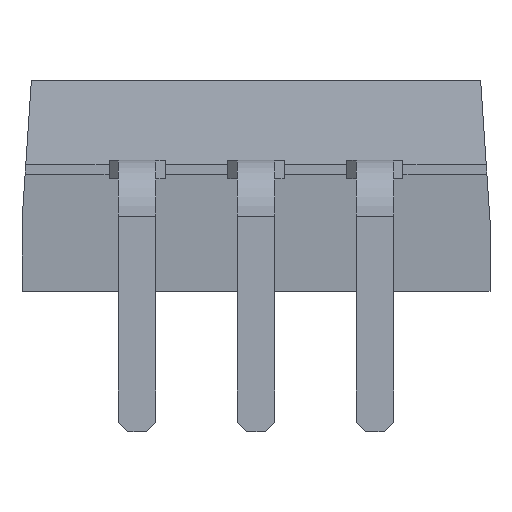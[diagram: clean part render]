
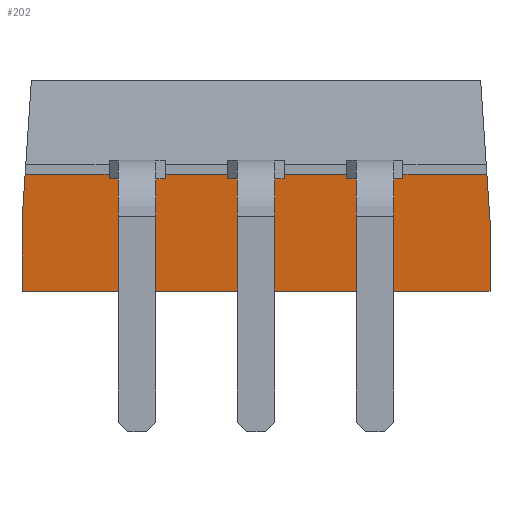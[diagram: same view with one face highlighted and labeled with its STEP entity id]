
A CAD part, front view. The second image highlights one B-rep face of the part: STEP entity #202.
In plain terms, the highlighted planar face has unit normal (0, -0.997, -0.08).
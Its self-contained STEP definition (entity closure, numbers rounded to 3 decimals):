
#5 = VERTEX_POINT ( 'NONE', #2323 ) ;
#22 = CARTESIAN_POINT ( 'NONE',  ( -4.933, -15.301, 2.5 ) ) ;
#31 = LINE ( 'NONE', #621, #2754 ) ;
#49 = VERTEX_POINT ( 'NONE', #3498 ) ;
#53 = LINE ( 'NONE', #2852, #1598 ) ;
#91 = DIRECTION ( 'NONE',  ( 0.066, 0.08, -0.995 ) ) ;
#160 = CARTESIAN_POINT ( 'NONE',  ( -5., -15.301, 2.5 ) ) ;
#202 = ADVANCED_FACE ( 'NONE', ( #2521 ), #443, .T. ) ;
#261 = ORIENTED_EDGE ( 'NONE', *, *, #2216, .T. ) ;
#271 = VERTEX_POINT ( 'NONE', #1176 ) ;
#283 = EDGE_CURVE ( 'NONE', #49, #373, #894, .T. ) ;
#286 = VERTEX_POINT ( 'NONE', #22 ) ;
#310 = LINE ( 'NONE', #1552, #3217 ) ;
#343 = VERTEX_POINT ( 'NONE', #3591 ) ;
#358 = AXIS2_PLACEMENT_3D ( 'NONE', #160, #2195, #453 ) ;
#373 = VERTEX_POINT ( 'NONE', #684 ) ;
#388 = CARTESIAN_POINT ( 'NONE',  ( 0.6, -15.293, 2.4 ) ) ;
#390 = VECTOR ( 'NONE', #3588, 1000. ) ;
#397 = LINE ( 'NONE', #3507, #1574 ) ;
#436 = ORIENTED_EDGE ( 'NONE', *, *, #1999, .T. ) ;
#443 = PLANE ( 'NONE',  #358 ) ;
#453 = DIRECTION ( 'NONE',  ( 0., 0.08, -0.997 ) ) ;
#478 = CARTESIAN_POINT ( 'NONE',  ( 5., -15.101, 0. ) ) ;
#544 = VECTOR ( 'NONE', #644, 1000. ) ;
#572 = LINE ( 'NONE', #2715, #390 ) ;
#621 = CARTESIAN_POINT ( 'NONE',  ( 0.6, -15.293, 2.4 ) ) ;
#644 = DIRECTION ( 'NONE',  ( -1., 0., 0. ) ) ;
#684 = CARTESIAN_POINT ( 'NONE',  ( 0.6, -15.301, 2.5 ) ) ;
#686 = VERTEX_POINT ( 'NONE', #1673 ) ;
#710 = VECTOR ( 'NONE', #3527, 1000. ) ;
#712 = VECTOR ( 'NONE', #91, 1000. ) ;
#795 = EDGE_CURVE ( 'NONE', #1601, #286, #53, .T. ) ;
#885 = CARTESIAN_POINT ( 'NONE',  ( -5., -15.301, 2.5 ) ) ;
#894 = LINE ( 'NONE', #885, #1577 ) ;
#900 = DIRECTION ( 'NONE',  ( 0., -0.08, 0.997 ) ) ;
#905 = ORIENTED_EDGE ( 'NONE', *, *, #283, .T. ) ;
#917 = ORIENTED_EDGE ( 'NONE', *, *, #1659, .T. ) ;
#950 = CARTESIAN_POINT ( 'NONE',  ( 5., -15.301, 2.5 ) ) ;
#990 = VECTOR ( 'NONE', #3296, 1000. ) ;
#1006 = CARTESIAN_POINT ( 'NONE',  ( -3.14, -15.301, 2.5 ) ) ;
#1072 = VERTEX_POINT ( 'NONE', #1773 ) ;
#1081 = LINE ( 'NONE', #3018, #2627 ) ;
#1105 = ORIENTED_EDGE ( 'NONE', *, *, #1212, .F. ) ;
#1176 = CARTESIAN_POINT ( 'NONE',  ( 3.14, -15.293, 2.4 ) ) ;
#1180 = CARTESIAN_POINT ( 'NONE',  ( -5., -15.101, 0. ) ) ;
#1212 = EDGE_CURVE ( 'NONE', #1601, #1556, #1221, .T. ) ;
#1221 = LINE ( 'NONE', #3472, #1982 ) ;
#1237 = DIRECTION ( 'NONE',  ( 0., -0.08, 0.997 ) ) ;
#1245 = ORIENTED_EDGE ( 'NONE', *, *, #1910, .T. ) ;
#1284 = ORIENTED_EDGE ( 'NONE', *, *, #2883, .T. ) ;
#1329 = CARTESIAN_POINT ( 'NONE',  ( -5., -15.221, 1.5 ) ) ;
#1339 = CARTESIAN_POINT ( 'NONE',  ( 3.14, -15.301, 2.5 ) ) ;
#1349 = DIRECTION ( 'NONE',  ( -1., 0., 0. ) ) ;
#1404 = EDGE_CURVE ( 'NONE', #343, #2880, #1886, .T. ) ;
#1463 = ORIENTED_EDGE ( 'NONE', *, *, #3333, .F. ) ;
#1478 = VERTEX_POINT ( 'NONE', #388 ) ;
#1499 = VECTOR ( 'NONE', #2480, 1000. ) ;
#1552 = CARTESIAN_POINT ( 'NONE',  ( 3.14, -15.301, 2.5 ) ) ;
#1556 = VERTEX_POINT ( 'NONE', #3612 ) ;
#1574 = VECTOR ( 'NONE', #2055, 1000. ) ;
#1575 = ORIENTED_EDGE ( 'NONE', *, *, #2276, .F. ) ;
#1577 = VECTOR ( 'NONE', #3506, 1000. ) ;
#1598 = VECTOR ( 'NONE', #3140, 1000. ) ;
#1601 = VERTEX_POINT ( 'NONE', #1006 ) ;
#1659 = EDGE_CURVE ( 'NONE', #1072, #3757, #3052, .T. ) ;
#1673 = CARTESIAN_POINT ( 'NONE',  ( -0.6, -15.301, 2.5 ) ) ;
#1676 = VERTEX_POINT ( 'NONE', #478 ) ;
#1716 = LINE ( 'NONE', #950, #3269 ) ;
#1749 = VECTOR ( 'NONE', #1349, 1000. ) ;
#1754 = LINE ( 'NONE', #2995, #990 ) ;
#1773 = CARTESIAN_POINT ( 'NONE',  ( -5., -15.221, 1.5 ) ) ;
#1819 = CARTESIAN_POINT ( 'NONE',  ( 4.933, -15.301, 2.5 ) ) ;
#1820 = CARTESIAN_POINT ( 'NONE',  ( 5., -15.221, 1.5 ) ) ;
#1885 = LINE ( 'NONE', #3667, #2656 ) ;
#1886 = LINE ( 'NONE', #1819, #712 ) ;
#1910 = EDGE_CURVE ( 'NONE', #343, #3434, #3501, .T. ) ;
#1917 = VERTEX_POINT ( 'NONE', #3509 ) ;
#1964 = EDGE_LOOP ( 'NONE', ( #3371, #261, #917, #2823, #436, #1995, #1245, #2116, #2936, #1463, #905, #1575, #3158, #2913, #3259, #3150, #1284, #1105 ) ) ;
#1982 = VECTOR ( 'NONE', #3769, 1000. ) ;
#1985 = EDGE_CURVE ( 'NONE', #1676, #3757, #3549, .T. ) ;
#1995 = ORIENTED_EDGE ( 'NONE', *, *, #1404, .F. ) ;
#1999 = EDGE_CURVE ( 'NONE', #1676, #2880, #1716, .T. ) ;
#2050 = EDGE_CURVE ( 'NONE', #271, #1917, #1081, .T. ) ;
#2055 = DIRECTION ( 'NONE',  ( 0., -0.08, 0.997 ) ) ;
#2056 = DIRECTION ( 'NONE',  ( -1., 0., 0. ) ) ;
#2116 = ORIENTED_EDGE ( 'NONE', *, *, #2898, .T. ) ;
#2138 = DIRECTION ( 'NONE',  ( -1., 0., 0. ) ) ;
#2144 = DIRECTION ( 'NONE',  ( 0., 0.08, -0.997 ) ) ;
#2195 = DIRECTION ( 'NONE',  ( 0., -0.997, -0.08 ) ) ;
#2216 = EDGE_CURVE ( 'NONE', #286, #1072, #3486, .T. ) ;
#2256 = EDGE_CURVE ( 'NONE', #5, #686, #397, .T. ) ;
#2276 = EDGE_CURVE ( 'NONE', #1478, #373, #31, .T. ) ;
#2323 = CARTESIAN_POINT ( 'NONE',  ( -0.6, -15.293, 2.4 ) ) ;
#2428 = EDGE_CURVE ( 'NONE', #686, #2747, #572, .T. ) ;
#2468 = CARTESIAN_POINT ( 'NONE',  ( -1.94, -15.293, 2.4 ) ) ;
#2480 = DIRECTION ( 'NONE',  ( 0., 0.08, -0.997 ) ) ;
#2521 = FACE_OUTER_BOUND ( 'NONE', #1964, .T. ) ;
#2608 = DIRECTION ( 'NONE',  ( -0.066, 0.08, -0.995 ) ) ;
#2627 = VECTOR ( 'NONE', #2138, 1000. ) ;
#2656 = VECTOR ( 'NONE', #3686, 1000. ) ;
#2676 = CARTESIAN_POINT ( 'NONE',  ( -5., -15.101, 0. ) ) ;
#2710 = VECTOR ( 'NONE', #2608, 1000. ) ;
#2715 = CARTESIAN_POINT ( 'NONE',  ( -5., -15.301, 2.5 ) ) ;
#2725 = VECTOR ( 'NONE', #2056, 1000. ) ;
#2747 = VERTEX_POINT ( 'NONE', #3456 ) ;
#2754 = VECTOR ( 'NONE', #900, 1000. ) ;
#2791 = EDGE_CURVE ( 'NONE', #2747, #2965, #3709, .T. ) ;
#2806 = LINE ( 'NONE', #3645, #1749 ) ;
#2823 = ORIENTED_EDGE ( 'NONE', *, *, #1985, .F. ) ;
#2852 = CARTESIAN_POINT ( 'NONE',  ( -5., -15.301, 2.5 ) ) ;
#2880 = VERTEX_POINT ( 'NONE', #1820 ) ;
#2883 = EDGE_CURVE ( 'NONE', #2965, #1556, #1754, .T. ) ;
#2898 = EDGE_CURVE ( 'NONE', #3434, #271, #310, .T. ) ;
#2913 = ORIENTED_EDGE ( 'NONE', *, *, #2256, .T. ) ;
#2917 = CARTESIAN_POINT ( 'NONE',  ( -5., -15.301, 2.5 ) ) ;
#2936 = ORIENTED_EDGE ( 'NONE', *, *, #2050, .T. ) ;
#2965 = VERTEX_POINT ( 'NONE', #2468 ) ;
#2995 = CARTESIAN_POINT ( 'NONE',  ( -2.94, -15.293, 2.4 ) ) ;
#3018 = CARTESIAN_POINT ( 'NONE',  ( 2.14, -15.293, 2.4 ) ) ;
#3048 = EDGE_CURVE ( 'NONE', #1478, #5, #2806, .T. ) ;
#3052 = LINE ( 'NONE', #1329, #1499 ) ;
#3140 = DIRECTION ( 'NONE',  ( -1., 0., 0. ) ) ;
#3150 = ORIENTED_EDGE ( 'NONE', *, *, #2791, .T. ) ;
#3158 = ORIENTED_EDGE ( 'NONE', *, *, #3048, .T. ) ;
#3217 = VECTOR ( 'NONE', #2144, 1000. ) ;
#3231 = CARTESIAN_POINT ( 'NONE',  ( -1.94, -15.301, 2.5 ) ) ;
#3259 = ORIENTED_EDGE ( 'NONE', *, *, #2428, .T. ) ;
#3269 = VECTOR ( 'NONE', #1237, 1000. ) ;
#3296 = DIRECTION ( 'NONE',  ( -1., 0., 0. ) ) ;
#3333 = EDGE_CURVE ( 'NONE', #49, #1917, #1885, .T. ) ;
#3371 = ORIENTED_EDGE ( 'NONE', *, *, #795, .T. ) ;
#3434 = VERTEX_POINT ( 'NONE', #1339 ) ;
#3456 = CARTESIAN_POINT ( 'NONE',  ( -1.94, -15.301, 2.5 ) ) ;
#3472 = CARTESIAN_POINT ( 'NONE',  ( -3.14, -15.301, 2.5 ) ) ;
#3486 = LINE ( 'NONE', #3773, #2710 ) ;
#3498 = CARTESIAN_POINT ( 'NONE',  ( 1.94, -15.301, 2.5 ) ) ;
#3501 = LINE ( 'NONE', #2917, #2725 ) ;
#3506 = DIRECTION ( 'NONE',  ( -1., 0., 0. ) ) ;
#3507 = CARTESIAN_POINT ( 'NONE',  ( -0.6, -15.293, 2.4 ) ) ;
#3509 = CARTESIAN_POINT ( 'NONE',  ( 1.94, -15.293, 2.4 ) ) ;
#3527 = DIRECTION ( 'NONE',  ( 0., 0.08, -0.997 ) ) ;
#3549 = LINE ( 'NONE', #2676, #544 ) ;
#3588 = DIRECTION ( 'NONE',  ( -1., 0., 0. ) ) ;
#3591 = CARTESIAN_POINT ( 'NONE',  ( 4.933, -15.301, 2.5 ) ) ;
#3612 = CARTESIAN_POINT ( 'NONE',  ( -3.14, -15.293, 2.4 ) ) ;
#3645 = CARTESIAN_POINT ( 'NONE',  ( 0.4, -15.293, 2.4 ) ) ;
#3667 = CARTESIAN_POINT ( 'NONE',  ( 1.94, -15.301, 2.5 ) ) ;
#3686 = DIRECTION ( 'NONE',  ( 0., 0.08, -0.997 ) ) ;
#3709 = LINE ( 'NONE', #3231, #710 ) ;
#3757 = VERTEX_POINT ( 'NONE', #1180 ) ;
#3769 = DIRECTION ( 'NONE',  ( 0., 0.08, -0.997 ) ) ;
#3773 = CARTESIAN_POINT ( 'NONE',  ( -4.933, -15.301, 2.5 ) ) ;
